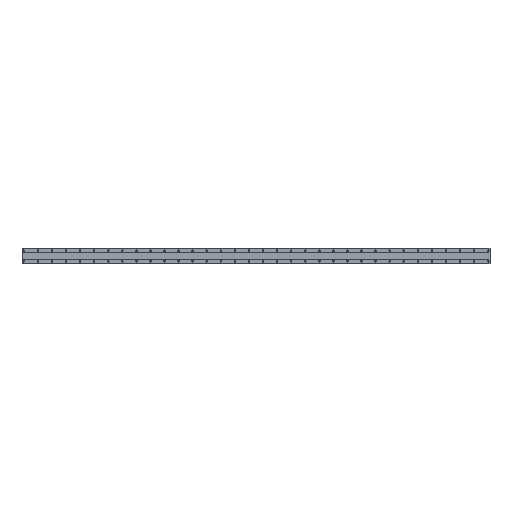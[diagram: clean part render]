
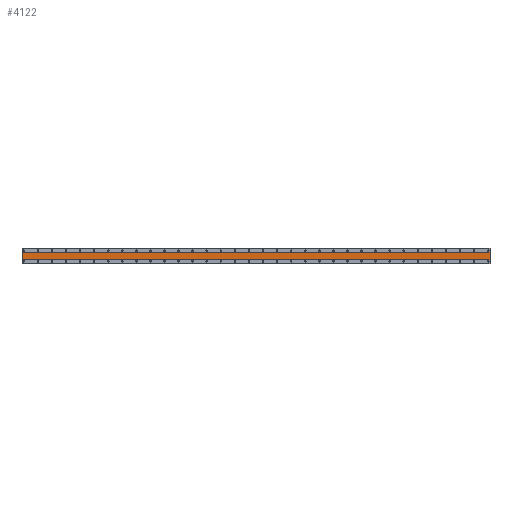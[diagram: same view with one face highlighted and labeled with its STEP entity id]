
A CAD part, front view. The second image highlights one B-rep face of the part: STEP entity #4122.
In plain terms, the highlighted planar face has unit normal (0, -1, 0).
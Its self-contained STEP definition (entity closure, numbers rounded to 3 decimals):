
#543 = VERTEX_POINT ( 'NONE', #2577 ) ;
#1104 = CARTESIAN_POINT ( 'NONE',  ( 2650., 1., 20. ) ) ;
#1579 = CARTESIAN_POINT ( 'NONE',  ( 2650., 1., -20. ) ) ;
#1609 = CARTESIAN_POINT ( 'NONE',  ( -10., 1., 44.91 ) ) ;
#1871 = CARTESIAN_POINT ( 'NONE',  ( -10., 1., 20. ) ) ;
#2429 = VERTEX_POINT ( 'NONE', #1871 ) ;
#2577 = CARTESIAN_POINT ( 'NONE',  ( 2650., 1., -20. ) ) ;
#2833 = DIRECTION ( 'NONE',  ( 0., 0., 1. ) ) ;
#3197 = EDGE_CURVE ( 'NONE', #2429, #9413, #11344, .T. ) ;
#3905 = PLANE ( 'NONE',  #10135 ) ;
#4098 = DIRECTION ( 'NONE',  ( -1., 0., 0. ) ) ;
#4122 = ADVANCED_FACE ( 'NONE', ( #6822 ), #3905, .F. ) ;
#4215 = ORIENTED_EDGE ( 'NONE', *, *, #5711, .F. ) ;
#4760 = CARTESIAN_POINT ( 'NONE',  ( 2650., 1., 44.91 ) ) ;
#4912 = VECTOR ( 'NONE', #11034, 1000. ) ;
#4961 = CARTESIAN_POINT ( 'NONE',  ( -10., 1., -20. ) ) ;
#5184 = DIRECTION ( 'NONE',  ( 0., 0., -1. ) ) ;
#5711 = EDGE_CURVE ( 'NONE', #543, #9413, #11431, .T. ) ;
#5719 = CARTESIAN_POINT ( 'NONE',  ( 2650., 1., 20. ) ) ;
#6149 = EDGE_CURVE ( 'NONE', #11511, #543, #6536, .T. ) ;
#6536 = LINE ( 'NONE', #4760, #6775 ) ;
#6775 = VECTOR ( 'NONE', #7551, 1000. ) ;
#6822 = FACE_OUTER_BOUND ( 'NONE', #8203, .T. ) ;
#7156 = VECTOR ( 'NONE', #4098, 1000. ) ;
#7436 = CARTESIAN_POINT ( 'NONE',  ( 2650., 1., 20. ) ) ;
#7551 = DIRECTION ( 'NONE',  ( 0., 0., -1. ) ) ;
#7628 = ORIENTED_EDGE ( 'NONE', *, *, #6149, .F. ) ;
#8157 = ORIENTED_EDGE ( 'NONE', *, *, #3197, .T. ) ;
#8203 = EDGE_LOOP ( 'NONE', ( #4215, #7628, #8608, #8157 ) ) ;
#8608 = ORIENTED_EDGE ( 'NONE', *, *, #10033, .F. ) ;
#9050 = DIRECTION ( 'NONE',  ( 0., 1., 0. ) ) ;
#9413 = VERTEX_POINT ( 'NONE', #4961 ) ;
#10033 = EDGE_CURVE ( 'NONE', #2429, #11511, #10921, .T. ) ;
#10135 = AXIS2_PLACEMENT_3D ( 'NONE', #1104, #9050, #2833 ) ;
#10703 = VECTOR ( 'NONE', #5184, 1000. ) ;
#10921 = LINE ( 'NONE', #7436, #4912 ) ;
#11034 = DIRECTION ( 'NONE',  ( 1., 0., 0. ) ) ;
#11344 = LINE ( 'NONE', #1609, #10703 ) ;
#11431 = LINE ( 'NONE', #1579, #7156 ) ;
#11511 = VERTEX_POINT ( 'NONE', #5719 ) ;
